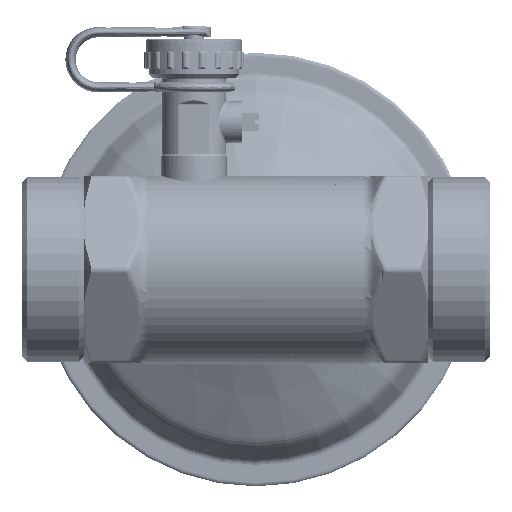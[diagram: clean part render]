
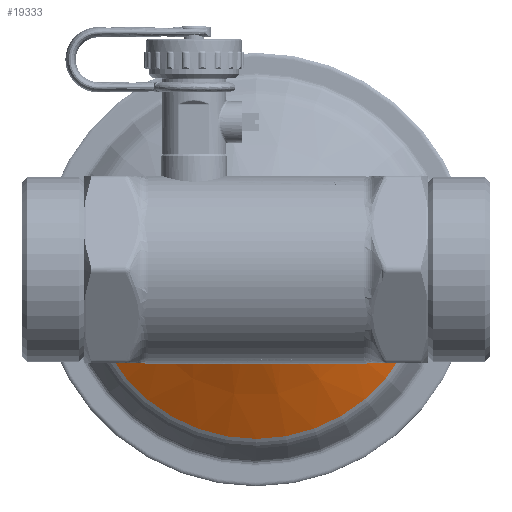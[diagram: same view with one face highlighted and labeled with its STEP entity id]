
A CAD part, front view. The second image highlights one B-rep face of the part: STEP entity #19333.
In plain terms, the highlighted conical face has half-angle 62 degrees and reference radius 36.631 mm.
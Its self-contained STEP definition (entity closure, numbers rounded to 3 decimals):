
#2099=CARTESIAN_POINT('',(0.,20.229,0.));
#2100=DIRECTION('',(0.,1.,0.));
#2101=DIRECTION('',(0.447,0.,-0.895));
#2102=AXIS2_PLACEMENT_3D('',#2099,#2100,#2101);
#2104=CARTESIAN_POINT('',(0.,20.229,0.));
#2105=DIRECTION('',(0.,1.,0.));
#2106=DIRECTION('',(0.001,0.,-1.));
#2107=AXIS2_PLACEMENT_3D('',#2104,#2105,#2106);
#2146=CARTESIAN_POINT('',(31.427,26.052,-15.434));
#2160=CARTESIAN_POINT('',(10.756,20.229,-21.523));
#2161=CARTESIAN_POINT('',(14.375,20.868,-21.056));
#2162=CARTESIAN_POINT('',(19.717,22.215,-19.994));
#2163=CARTESIAN_POINT('',(26.547,24.356,-17.728));
#2164=CARTESIAN_POINT('',(29.833,25.487,-16.266));
#2165=CARTESIAN_POINT('',(31.427,26.052,-15.434));
#2167=CARTESIAN_POINT('',(31.427,26.052,-15.434));
#2168=CARTESIAN_POINT('',(31.635,26.126,-15.325));
#2169=CARTESIAN_POINT('',(31.85,26.212,-15.249));
#2170=CARTESIAN_POINT('',(32.059,26.306,-15.223));
#2172=CARTESIAN_POINT('',(33.229,26.777,-14.798));
#2173=CARTESIAN_POINT('',(37.484,28.296,-12.263));
#2174=CARTESIAN_POINT('',(41.505,29.987,-9.417));
#2175=CARTESIAN_POINT('',(45.334,31.779,-6.385));
#2177=CARTESIAN_POINT('',(46.766,32.416,-4.478));
#2178=CARTESIAN_POINT('',(46.766,32.34,-2.986));
#2179=CARTESIAN_POINT('',(46.765,32.302,-1.493));
#2180=CARTESIAN_POINT('',(46.765,32.302,
0.));
#2182=DIRECTION('',(0.883,-0.469,0.));
#2183=VECTOR('',#2182,2.758);
#2184=CARTESIAN_POINT('',(-49.2,33.596,
0.));
#2185=LINE('',#2184,#2183);
#2186=CARTESIAN_POINT('',(-46.765,32.302,
0.));
#2187=CARTESIAN_POINT('',(-46.765,32.302,
-1.493));
#2188=CARTESIAN_POINT('',(-46.766,32.34,
-2.986));
#2189=CARTESIAN_POINT('',(-46.766,32.416,
-4.478));
#2191=CARTESIAN_POINT('',(-46.766,32.416,
-4.478));
#2192=CARTESIAN_POINT('',(-46.767,32.424,
-4.646));
#2193=CARTESIAN_POINT('',(-46.724,32.42,
-4.972));
#2194=CARTESIAN_POINT('',(-46.546,32.352,
-5.431));
#2195=CARTESIAN_POINT('',(-46.251,32.223,
-5.842));
#2196=CARTESIAN_POINT('',(-45.863,32.041,
-6.169));
#2197=CARTESIAN_POINT('',(-45.524,31.875,
-6.33));
#2198=CARTESIAN_POINT('',(-45.334,31.779,
-6.385));
#2200=CARTESIAN_POINT('',(-45.334,31.779,
-6.385));
#2201=CARTESIAN_POINT('',(-41.505,29.987,
-9.417));
#2202=CARTESIAN_POINT('',(-37.484,28.296,
-12.263));
#2203=CARTESIAN_POINT('',(-33.229,26.777,
-14.798));
#2205=CARTESIAN_POINT('',(-33.229,26.777,
-14.798));
#2206=CARTESIAN_POINT('',(-33.091,26.728,
-14.88));
#2207=CARTESIAN_POINT('',(-32.82,26.627,
-15.019));
#2208=CARTESIAN_POINT('',(-32.428,26.469,
-15.158));
#2209=CARTESIAN_POINT('',(-32.18,26.361,
-15.208));
#2210=CARTESIAN_POINT('',(-32.059,26.306,
-15.223));
#2212=CARTESIAN_POINT('',(-32.059,26.306,
-15.223));
#2213=CARTESIAN_POINT('',(-31.85,26.212,
-15.249));
#2214=CARTESIAN_POINT('',(-31.635,26.126,
-15.325));
#2215=CARTESIAN_POINT('',(-31.427,26.052,
-15.434));
#2217=CARTESIAN_POINT('',(-31.427,26.052,
-15.434));
#2218=CARTESIAN_POINT('',(-29.833,25.487,
-16.266));
#2219=CARTESIAN_POINT('',(-26.547,24.356,
-17.728));
#2220=CARTESIAN_POINT('',(-19.717,22.215,
-19.994));
#2221=CARTESIAN_POINT('',(-14.375,20.868,
-21.056));
#2222=CARTESIAN_POINT('',(-10.756,20.229,
-21.523));
#2224=CARTESIAN_POINT('',(33.229,26.777,-14.798));
#2225=CARTESIAN_POINT('',(33.093,26.728,-14.879));
#2226=CARTESIAN_POINT('',(32.825,26.629,-15.017));
#2227=CARTESIAN_POINT('',(32.434,26.471,-15.156));
#2228=CARTESIAN_POINT('',(32.183,26.362,-15.207));
#2229=CARTESIAN_POINT('',(32.059,26.306,-15.223));
#2859=DIRECTION('',(-0.883,-0.469,0.));
#2860=VECTOR('',#2859,2.758);
#2861=CARTESIAN_POINT('',(49.2,33.596,
0.));
#2862=LINE('',#2861,#2860);
#5123=CARTESIAN_POINT('',(0.,33.596,0.));
#5124=DIRECTION('',(0.,-1.,0.));
#5125=DIRECTION('',(-1.,0.,0.));
#5126=AXIS2_PLACEMENT_3D('',#5123,#5124,#5125);
#5128=CARTESIAN_POINT('',(0.,33.596,0.));
#5129=DIRECTION('',(0.,-1.,0.));
#5130=DIRECTION('',(-1.,0.,-0.006));
#5131=AXIS2_PLACEMENT_3D('',#5128,#5129,#5130);
#6413=CARTESIAN_POINT('',(46.766,32.416,-4.478));
#6414=CARTESIAN_POINT('',(46.767,32.425,-4.647));
#6415=CARTESIAN_POINT('',(46.724,32.419,-4.977));
#6416=CARTESIAN_POINT('',(46.54,32.35,-5.445));
#6417=CARTESIAN_POINT('',(46.234,32.215,-5.862));
#6418=CARTESIAN_POINT('',(45.844,32.032,-6.18));
#6419=CARTESIAN_POINT('',(45.516,31.87,-6.332));
#6420=CARTESIAN_POINT('',(45.334,31.779,-6.385));
#16024=CARTESIAN_POINT('',(10.756,20.229,
-21.523));
#16025=VERTEX_POINT('',#16024);
#16026=CARTESIAN_POINT('',(0.036,20.229,
-24.061));
#16027=VERTEX_POINT('',#16026);
#16028=CARTESIAN_POINT('',(-10.756,20.229,
-21.523));
#16029=VERTEX_POINT('',#16028);
#16030=VERTEX_POINT('',#2146);
#16031=VERTEX_POINT('',#2170);
#16033=VERTEX_POINT('',#2224);
#16034=VERTEX_POINT('',#2175);
#16035=VERTEX_POINT('',#6413);
#16036=VERTEX_POINT('',#2180);
#16037=CARTESIAN_POINT('',(49.2,33.596,
0.));
#16038=VERTEX_POINT('',#16037);
#16039=CARTESIAN_POINT('',(-49.199,33.596,
-0.275));
#16040=VERTEX_POINT('',#16039);
#16041=CARTESIAN_POINT('',(-49.2,33.596,
0.));
#16042=VERTEX_POINT('',#16041);
#16043=CARTESIAN_POINT('',(-46.765,32.302,
0.));
#16044=VERTEX_POINT('',#16043);
#16045=VERTEX_POINT('',#2189);
#16046=VERTEX_POINT('',#2198);
#16047=VERTEX_POINT('',#2203);
#16048=VERTEX_POINT('',#2210);
#16049=VERTEX_POINT('',#2215);
#19294=CARTESIAN_POINT('',(0.,26.913,0.));
#19295=DIRECTION('',(0.,1.,0.));
#19296=DIRECTION('',(1.,0.,0.));
#19297=AXIS2_PLACEMENT_3D('',#19294,#19295,#19296);
#19298=CONICAL_SURFACE('',#19297,36.631,62.);
#19299=ORIENTED_EDGE('',*,*,#19182,.F.);
#19300=ORIENTED_EDGE('',*,*,#19180,.F.);
#19301=ORIENTED_EDGE('',*,*,#19258,.T.);
#19302=ORIENTED_EDGE('',*,*,#19284,.T.);
#19304=ORIENTED_EDGE('',*,*,#19303,.F.);
#19306=ORIENTED_EDGE('',*,*,#19305,.T.);
#19308=ORIENTED_EDGE('',*,*,#19307,.F.);
#19310=ORIENTED_EDGE('',*,*,#19309,.T.);
#19312=ORIENTED_EDGE('',*,*,#19311,.F.);
#19314=ORIENTED_EDGE('',*,*,#19313,.F.);
#19316=ORIENTED_EDGE('',*,*,#19315,.F.);
#19318=ORIENTED_EDGE('',*,*,#19317,.T.);
#19320=ORIENTED_EDGE('',*,*,#19319,.T.);
#19322=ORIENTED_EDGE('',*,*,#19321,.T.);
#19324=ORIENTED_EDGE('',*,*,#19323,.T.);
#19326=ORIENTED_EDGE('',*,*,#19325,.T.);
#19328=ORIENTED_EDGE('',*,*,#19327,.T.);
#19330=ORIENTED_EDGE('',*,*,#19329,.T.);
#19331=EDGE_LOOP('',(#19299,#19300,#19301,#19302,#19304,#19306,#19308,#19310,
#19312,#19314,#19316,#19318,#19320,#19322,#19324,#19326,#19328,#19330));
#19332=FACE_OUTER_BOUND('',#19331,.F.);
#19333=ADVANCED_FACE('',(#19332),#19298,.T.);
#2103=CIRCLE('',#2102,24.061);
#2108=CIRCLE('',#2107,24.061);
#2166=B_SPLINE_CURVE_WITH_KNOTS('',3,(#2160,#2161,#2162,#2163,#2164,#2165),
.UNSPECIFIED.,.F.,.F.,(4,1,1,4),(0.,0.5,0.75,1.),.UNSPECIFIED.);
#2171=B_SPLINE_CURVE_WITH_KNOTS('',3,(#2167,#2168,#2169,#2170),.UNSPECIFIED.,
.F.,.F.,(4,4),(0.,1.),.UNSPECIFIED.);
#2176=B_SPLINE_CURVE_WITH_KNOTS('',3,(#2172,#2173,#2174,#2175),.UNSPECIFIED.,
.F.,.F.,(4,4),(0.,1.),.UNSPECIFIED.);
#2181=B_SPLINE_CURVE_WITH_KNOTS('',3,(#2177,#2178,#2179,#2180),.UNSPECIFIED.,
.F.,.F.,(4,4),(0.,1.),.UNSPECIFIED.);
#2190=B_SPLINE_CURVE_WITH_KNOTS('',3,(#2186,#2187,#2188,#2189),.UNSPECIFIED.,
.F.,.F.,(4,4),(0.,1.),.UNSPECIFIED.);
#2199=B_SPLINE_CURVE_WITH_KNOTS('',3,(#2191,#2192,#2193,#2194,#2195,#2196,#2197,
#2198),.UNSPECIFIED.,.F.,.F.,(4,1,1,1,1,4),(0.,0.2,0.4,0.6,0.8,1.),
.UNSPECIFIED.);
#2204=B_SPLINE_CURVE_WITH_KNOTS('',3,(#2200,#2201,#2202,#2203),.UNSPECIFIED.,
.F.,.F.,(4,4),(0.,1.),.UNSPECIFIED.);
#2211=B_SPLINE_CURVE_WITH_KNOTS('',3,(#2205,#2206,#2207,#2208,#2209,#2210),
.UNSPECIFIED.,.F.,.F.,(4,1,1,4),(0.,0.333,0.667,1.),
.UNSPECIFIED.);
#2216=B_SPLINE_CURVE_WITH_KNOTS('',3,(#2212,#2213,#2214,#2215),.UNSPECIFIED.,
.F.,.F.,(4,4),(0.,1.),.UNSPECIFIED.);
#2223=B_SPLINE_CURVE_WITH_KNOTS('',3,(#2217,#2218,#2219,#2220,#2221,#2222),
.UNSPECIFIED.,.F.,.F.,(4,1,1,4),(0.,0.25,0.5,1.),.UNSPECIFIED.);
#2230=B_SPLINE_CURVE_WITH_KNOTS('',3,(#2224,#2225,#2226,#2227,#2228,#2229),
.UNSPECIFIED.,.F.,.F.,(4,1,1,4),(0.,0.333,0.667,1.),
.UNSPECIFIED.);
#5127=CIRCLE('',#5126,49.2);
#5132=CIRCLE('',#5131,49.2);
#6421=B_SPLINE_CURVE_WITH_KNOTS('',3,(#6413,#6414,#6415,#6416,#6417,#6418,#6419,
#6420),.UNSPECIFIED.,.F.,.F.,(4,1,1,1,1,4),(0.,0.2,0.4,0.6,0.8,1.),
.UNSPECIFIED.);
#19180=EDGE_CURVE('',#16025,#16027,#2103,.T.);
#19182=EDGE_CURVE('',#16027,#16029,#2108,.T.);
#19258=EDGE_CURVE('',#16025,#16030,#2166,.T.);
#19284=EDGE_CURVE('',#16030,#16031,#2171,.T.);
#19303=EDGE_CURVE('',#16033,#16031,#2230,.T.);
#19305=EDGE_CURVE('',#16033,#16034,#2176,.T.);
#19307=EDGE_CURVE('',#16035,#16034,#6421,.T.);
#19309=EDGE_CURVE('',#16035,#16036,#2181,.T.);
#19311=EDGE_CURVE('',#16038,#16036,#2862,.T.);
#19313=EDGE_CURVE('',#16040,#16038,#5132,.T.);
#19315=EDGE_CURVE('',#16042,#16040,#5127,.T.);
#19317=EDGE_CURVE('',#16042,#16044,#2185,.T.);
#19319=EDGE_CURVE('',#16044,#16045,#2190,.T.);
#19321=EDGE_CURVE('',#16045,#16046,#2199,.T.);
#19323=EDGE_CURVE('',#16046,#16047,#2204,.T.);
#19325=EDGE_CURVE('',#16047,#16048,#2211,.T.);
#19327=EDGE_CURVE('',#16048,#16049,#2216,.T.);
#19329=EDGE_CURVE('',#16049,#16029,#2223,.T.);
